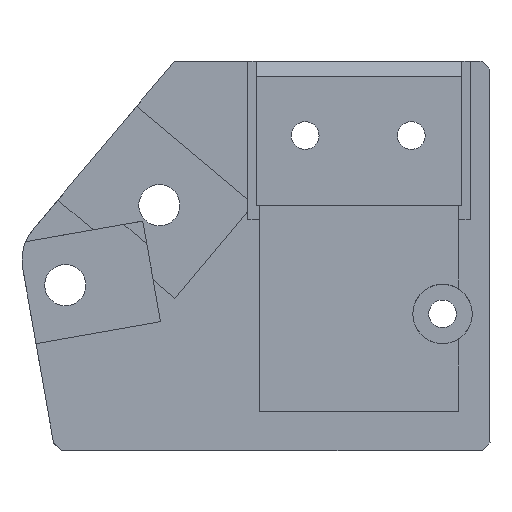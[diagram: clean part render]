
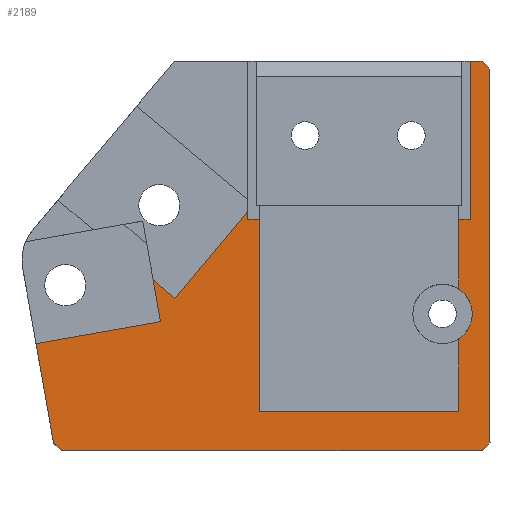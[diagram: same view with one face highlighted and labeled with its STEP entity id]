
A CAD part, front view. The second image highlights one B-rep face of the part: STEP entity #2189.
In plain terms, the highlighted planar face has unit normal (0, -1, 0).
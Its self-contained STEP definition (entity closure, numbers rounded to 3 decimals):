
#68=CIRCLE('',#2330,3.75);
#129=FACE_OUTER_BOUND('',#253,.T.);
#253=EDGE_LOOP('',(#1613,#1614,#1615,#1616,#1617,#1618,#1619,#1620,#1621,
#1622,#1623,#1624,#1625,#1626,#1627,#1628,#1629,#1630,#1631,#1632,#1633));
#374=LINE('',#3079,#648);
#439=LINE('',#3256,#713);
#442=LINE('',#3263,#716);
#446=LINE('',#3271,#720);
#456=LINE('',#3290,#730);
#458=LINE('',#3294,#732);
#459=LINE('',#3296,#733);
#460=LINE('',#3297,#734);
#461=LINE('',#3298,#735);
#462=LINE('',#3300,#736);
#463=LINE('',#3302,#737);
#464=LINE('',#3304,#738);
#465=LINE('',#3306,#739);
#466=LINE('',#3308,#740);
#467=LINE('',#3310,#741);
#468=LINE('',#3312,#742);
#469=LINE('',#3314,#743);
#470=LINE('',#3315,#744);
#471=LINE('',#3317,#745);
#472=LINE('',#3318,#746);
#648=VECTOR('',#2479,10.);
#713=VECTOR('',#2622,10.);
#716=VECTOR('',#2627,10.);
#720=VECTOR('',#2633,10.);
#730=VECTOR('',#2647,10.);
#732=VECTOR('',#2651,10.);
#733=VECTOR('',#2652,10.);
#734=VECTOR('',#2653,10.);
#735=VECTOR('',#2654,10.);
#736=VECTOR('',#2655,10.);
#737=VECTOR('',#2656,10.);
#738=VECTOR('',#2657,10.);
#739=VECTOR('',#2658,10.);
#740=VECTOR('',#2659,10.);
#741=VECTOR('',#2660,10.);
#742=VECTOR('',#2661,10.);
#743=VECTOR('',#2662,10.);
#744=VECTOR('',#2663,10.);
#745=VECTOR('',#2664,10.);
#746=VECTOR('',#2665,10.);
#907=VERTEX_POINT('',#3050);
#916=VERTEX_POINT('',#3076);
#917=VERTEX_POINT('',#3078);
#978=VERTEX_POINT('',#3248);
#979=VERTEX_POINT('',#3251);
#980=VERTEX_POINT('',#3255);
#982=VERTEX_POINT('',#3261);
#983=VERTEX_POINT('',#3262);
#986=VERTEX_POINT('',#3270);
#993=VERTEX_POINT('',#3289);
#994=VERTEX_POINT('',#3293);
#995=VERTEX_POINT('',#3295);
#996=VERTEX_POINT('',#3299);
#997=VERTEX_POINT('',#3301);
#998=VERTEX_POINT('',#3303);
#999=VERTEX_POINT('',#3305);
#1000=VERTEX_POINT('',#3307);
#1001=VERTEX_POINT('',#3309);
#1002=VERTEX_POINT('',#3311);
#1003=VERTEX_POINT('',#3313);
#1004=VERTEX_POINT('',#3316);
#1129=EDGE_CURVE('',#916,#917,#374,.T.);
#1211=EDGE_CURVE('',#978,#979,#68,.T.);
#1212=EDGE_CURVE('',#980,#978,#439,.T.);
#1215=EDGE_CURVE('',#982,#983,#442,.T.);
#1219=EDGE_CURVE('',#986,#982,#446,.T.);
#1229=EDGE_CURVE('',#993,#986,#456,.T.);
#1231=EDGE_CURVE('',#979,#994,#458,.T.);
#1232=EDGE_CURVE('',#995,#994,#459,.T.);
#1233=EDGE_CURVE('',#995,#907,#460,.T.);
#1234=EDGE_CURVE('',#907,#993,#461,.T.);
#1235=EDGE_CURVE('',#983,#996,#462,.T.);
#1236=EDGE_CURVE('',#996,#997,#463,.T.);
#1237=EDGE_CURVE('',#997,#998,#464,.T.);
#1238=EDGE_CURVE('',#998,#999,#465,.T.);
#1239=EDGE_CURVE('',#1000,#999,#466,.T.);
#1240=EDGE_CURVE('',#1000,#1001,#467,.T.);
#1241=EDGE_CURVE('',#1002,#1001,#468,.T.);
#1242=EDGE_CURVE('',#1003,#1002,#469,.T.);
#1243=EDGE_CURVE('',#917,#1003,#470,.T.);
#1244=EDGE_CURVE('',#916,#1004,#471,.T.);
#1245=EDGE_CURVE('',#1004,#980,#472,.T.);
#1613=ORIENTED_EDGE('',*,*,#1211,.T.);
#1614=ORIENTED_EDGE('',*,*,#1231,.T.);
#1615=ORIENTED_EDGE('',*,*,#1232,.F.);
#1616=ORIENTED_EDGE('',*,*,#1233,.T.);
#1617=ORIENTED_EDGE('',*,*,#1234,.T.);
#1618=ORIENTED_EDGE('',*,*,#1229,.T.);
#1619=ORIENTED_EDGE('',*,*,#1219,.T.);
#1620=ORIENTED_EDGE('',*,*,#1215,.T.);
#1621=ORIENTED_EDGE('',*,*,#1235,.T.);
#1622=ORIENTED_EDGE('',*,*,#1236,.T.);
#1623=ORIENTED_EDGE('',*,*,#1237,.T.);
#1624=ORIENTED_EDGE('',*,*,#1238,.T.);
#1625=ORIENTED_EDGE('',*,*,#1239,.F.);
#1626=ORIENTED_EDGE('',*,*,#1240,.T.);
#1627=ORIENTED_EDGE('',*,*,#1241,.F.);
#1628=ORIENTED_EDGE('',*,*,#1242,.F.);
#1629=ORIENTED_EDGE('',*,*,#1243,.F.);
#1630=ORIENTED_EDGE('',*,*,#1129,.F.);
#1631=ORIENTED_EDGE('',*,*,#1244,.T.);
#1632=ORIENTED_EDGE('',*,*,#1245,.T.);
#1633=ORIENTED_EDGE('',*,*,#1212,.T.);
#2086=PLANE('',#2336);
#2189=ADVANCED_FACE('',(#129),#2086,.F.);
#2330=AXIS2_PLACEMENT_3D('',#3253,#2618,#2619);
#2336=AXIS2_PLACEMENT_3D('',#3292,#2649,#2650);
#2479=DIRECTION('',(1.,0.,0.));
#2618=DIRECTION('center_axis',(0.,1.,0.));
#2619=DIRECTION('ref_axis',(1.,0.,0.));
#2622=DIRECTION('',(0.,0.,-1.));
#2627=DIRECTION('',(-0.643,0.,-0.766));
#2633=DIRECTION('',(0.,0.,1.));
#2647=DIRECTION('',(-1.,0.,0.));
#2649=DIRECTION('center_axis',(0.,1.,0.));
#2650=DIRECTION('ref_axis',(-1.,0.,0.));
#2651=DIRECTION('',(0.,0.,-1.));
#2652=DIRECTION('',(1.,0.,0.));
#2653=DIRECTION('',(0.,0.,1.));
#2654=DIRECTION('',(0.,0.,-1.));
#2655=DIRECTION('',(-0.766,0.,0.643));
#2656=DIRECTION('',(0.174,0.,-0.985));
#2657=DIRECTION('',(-0.985,0.,-0.174));
#2658=DIRECTION('',(0.174,0.,-0.985));
#2659=DIRECTION('',(-0.766,0.,0.643));
#2660=DIRECTION('',(1.,0.,0.));
#2661=DIRECTION('',(-0.707,0.,-0.707));
#2662=DIRECTION('',(0.,0.,-1.));
#2663=DIRECTION('',(0.707,0.,-0.707));
#2664=DIRECTION('',(0.,0.,-1.));
#2665=DIRECTION('',(-1.,0.,0.));
#3050=CARTESIAN_POINT('',(-76.014,-61.53,-341.722));
#3076=CARTESIAN_POINT('',(-49.363,-61.53,-323.522));
#3078=CARTESIAN_POINT('',(-47.863,-61.53,-323.522));
#3079=CARTESIAN_POINT('',(-76.124,-61.53,-323.522));
#3248=CARTESIAN_POINT('',(-50.813,-61.53,-352.333));
#3251=CARTESIAN_POINT('',(-50.813,-61.53,-358.613));
#3253=CARTESIAN_POINT('Origin',(-52.863,-61.53,-355.473));
#3255=CARTESIAN_POINT('',(-50.814,-61.53,-343.522));
#3256=CARTESIAN_POINT('',(-50.813,-61.53,-351.385));
#3261=CARTESIAN_POINT('',(-77.463,-61.53,-342.489));
#3262=CARTESIAN_POINT('',(-86.693,-61.53,-353.488));
#3263=CARTESIAN_POINT('',(-79.493,-61.53,-344.908));
#3270=CARTESIAN_POINT('',(-77.463,-61.53,-343.522));
#3271=CARTESIAN_POINT('',(-77.463,-61.53,-342.668));
#3289=CARTESIAN_POINT('',(-76.014,-61.53,-343.522));
#3290=CARTESIAN_POINT('',(-68.976,-61.53,-343.522));
#3292=CARTESIAN_POINT('Origin',(-61.538,-61.53,-357.148));
#3293=CARTESIAN_POINT('',(-50.813,-61.53,-367.773));
#3294=CARTESIAN_POINT('',(-50.813,-61.53,-351.385));
#3295=CARTESIAN_POINT('',(-76.013,-61.53,-367.774));
#3296=CARTESIAN_POINT('',(-68.985,-61.53,-367.774));
#3297=CARTESIAN_POINT('',(-76.013,-61.53,-351.385));
#3298=CARTESIAN_POINT('',(-76.014,-61.53,-350.335));
#3299=CARTESIAN_POINT('',(-89.425,-61.53,-351.195));
#3300=CARTESIAN_POINT('',(-85.803,-61.53,-354.234));
#3301=CARTESIAN_POINT('',(-88.5,-61.53,-356.443));
#3302=CARTESIAN_POINT('',(-88.098,-61.53,-358.722));
#3303=CARTESIAN_POINT('',(-104.231,-61.53,-359.217));
#3304=CARTESIAN_POINT('',(-83.351,-61.53,-355.535));
#3305=CARTESIAN_POINT('',(-102.013,-61.53,-371.79));
#3306=CARTESIAN_POINT('',(-104.081,-61.53,-360.067));
#3307=CARTESIAN_POINT('',(-100.84,-61.53,-372.774));
#3308=CARTESIAN_POINT('',(-93.449,-61.53,-378.976));
#3309=CARTESIAN_POINT('',(-47.863,-61.53,-372.773));
#3310=CARTESIAN_POINT('',(-90.064,-61.53,-372.774));
#3311=CARTESIAN_POINT('',(-46.863,-61.53,-371.773));
#3312=CARTESIAN_POINT('',(-47.125,-61.53,-372.036));
#3313=CARTESIAN_POINT('',(-46.863,-61.53,-324.522));
#3314=CARTESIAN_POINT('',(-46.863,-61.53,-360.896));
#3315=CARTESIAN_POINT('',(-42.625,-61.53,-328.76));
#3316=CARTESIAN_POINT('',(-49.363,-61.53,-343.522));
#3317=CARTESIAN_POINT('',(-49.363,-61.53,-350.335));
#3318=CARTESIAN_POINT('',(-55.976,-61.53,-343.522));
